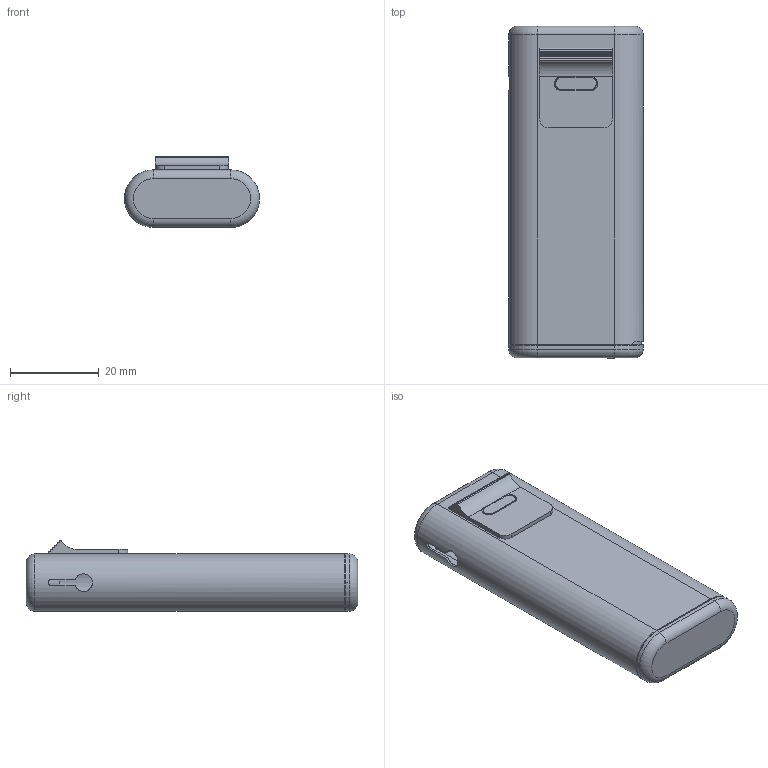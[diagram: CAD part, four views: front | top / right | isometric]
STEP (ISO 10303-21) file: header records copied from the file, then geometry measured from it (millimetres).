
FILE_DESCRIPTION (( 'STEP AP214' ), '1' );
FILE_NAME ('Dynamic.STEP', '2023-01-24T20:40:34', ( '' ), ( '' ), 'SwSTEP 2.0', 'SolidWorks 2021', '' );
FILE_SCHEMA (( 'AUTOMOTIVE_DESIGN' ));
Length unit declared in the file: millimetre
Products named in the file (1): Dynamic
Bounding box: 30.5 x 75 x 16 mm (x, y, z)
Volume: 25250.5 mm3; surface area: 8829.5 mm2
Topology: 5 solids, 5 shells, 88 faces, 208 edges, 132 vertices
Faces by surface type: cylinder 47, plane 25, torus 14, bspline 2
Entity records: 2992 total; most frequent: CARTESIAN_POINT 838, DIRECTION 464, ORIENTED_EDGE 416, EDGE_CURVE 208, AXIS2_PLACEMENT_3D 190, VERTEX_POINT 132, CIRCLE 103, EDGE_LOOP 94
